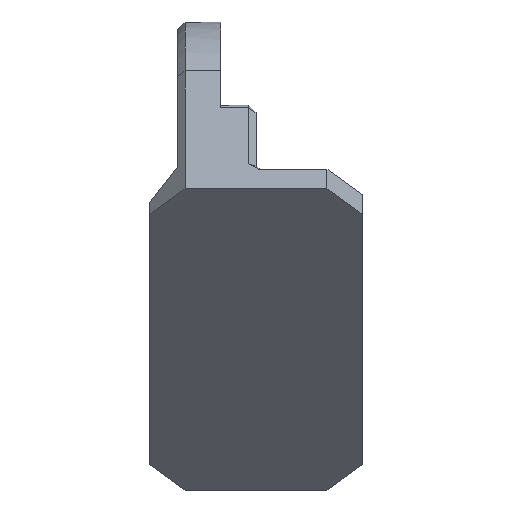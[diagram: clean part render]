
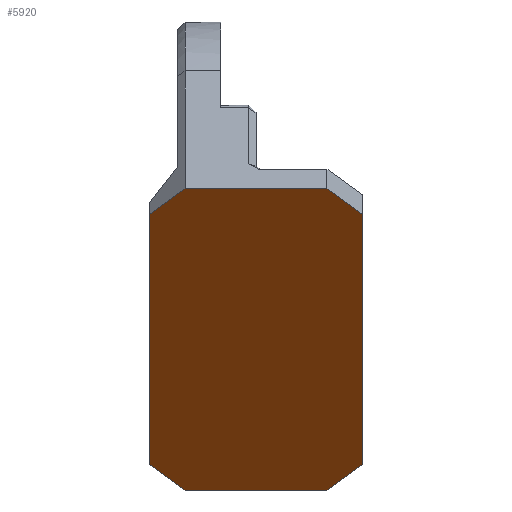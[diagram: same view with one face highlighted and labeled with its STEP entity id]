
A CAD part, left-side view. The second image highlights one B-rep face of the part: STEP entity #5920.
In plain terms, the highlighted planar face has unit normal (-0.707, 0, -0.707).
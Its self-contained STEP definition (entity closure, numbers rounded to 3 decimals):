
#37 = LINE ( 'NONE', #818, #4422 ) ;
#379 = VECTOR ( 'NONE', #5262, 1000. ) ;
#453 = ORIENTED_EDGE ( 'NONE', *, *, #2794, .F. ) ;
#523 = DIRECTION ( 'NONE',  ( 0.506, 0.699, -0.506 ) ) ;
#731 = LINE ( 'NONE', #8378, #379 ) ;
#747 = EDGE_CURVE ( 'NONE', #1800, #4136, #7299, .T. ) ;
#818 = CARTESIAN_POINT ( 'NONE',  ( -21.213, 10., -21.213 ) ) ;
#870 = DIRECTION ( 'NONE',  ( 0.707, 0., -0.707 ) ) ;
#959 = CARTESIAN_POINT ( 'NONE',  ( -11.203, 20.485, -31.223 ) ) ;
#1021 = CARTESIAN_POINT ( 'NONE',  ( -21.213, -20., -21.213 ) ) ;
#1067 = LINE ( 'NONE', #1021, #7588 ) ;
#1218 = LINE ( 'NONE', #1859, #2241 ) ;
#1221 = EDGE_CURVE ( 'NONE', #1287, #8211, #1218, .T. ) ;
#1287 = VERTEX_POINT ( 'NONE', #3163 ) ;
#1352 = ORIENTED_EDGE ( 'NONE', *, *, #6445, .T. ) ;
#1459 = AXIS2_PLACEMENT_3D ( 'NONE', #4512, #3049, #9587 ) ;
#1679 = VERTEX_POINT ( 'NONE', #3489 ) ;
#1800 = VERTEX_POINT ( 'NONE', #6113 ) ;
#1859 = CARTESIAN_POINT ( 'NONE',  ( -38.999, -19.737, -3.427 ) ) ;
#2223 = PLANE ( 'NONE',  #1459 ) ;
#2241 = VECTOR ( 'NONE', #4194, 1000. ) ;
#2657 = ORIENTED_EDGE ( 'NONE', *, *, #8229, .T. ) ;
#2694 = VECTOR ( 'NONE', #3874, 1000. ) ;
#2794 = EDGE_CURVE ( 'NONE', #1800, #8211, #731, .T. ) ;
#3049 = DIRECTION ( 'NONE',  ( -0.707, 0., -0.707 ) ) ;
#3071 = VERTEX_POINT ( 'NONE', #8762 ) ;
#3163 = CARTESIAN_POINT ( 'NONE',  ( -38.809, -20., -3.618 ) ) ;
#3489 = CARTESIAN_POINT ( 'NONE',  ( 0., -15., -42.426 ) ) ;
#3874 = DIRECTION ( 'NONE',  ( 0., -1., 0. ) ) ;
#4067 = CARTESIAN_POINT ( 'NONE',  ( 0., 6., -42.426 ) ) ;
#4136 = VERTEX_POINT ( 'NONE', #8610 ) ;
#4194 = DIRECTION ( 'NONE',  ( -0.506, 0.699, 0.506 ) ) ;
#4225 = CARTESIAN_POINT ( 'NONE',  ( -31.223, 20.485, -11.203 ) ) ;
#4422 = VECTOR ( 'NONE', #870, 1000. ) ;
#4512 = CARTESIAN_POINT ( 'NONE',  ( -21.213, 6., -21.213 ) ) ;
#4530 = CARTESIAN_POINT ( 'NONE',  ( -3.618, 10., -38.809 ) ) ;
#4580 = VECTOR ( 'NONE', #523, 1000. ) ;
#4656 = LINE ( 'NONE', #4067, #2694 ) ;
#4885 = VECTOR ( 'NONE', #6327, 1000. ) ;
#5262 = DIRECTION ( 'NONE',  ( 0., -1., 0. ) ) ;
#5443 = LINE ( 'NONE', #959, #4885 ) ;
#5618 = ORIENTED_EDGE ( 'NONE', *, *, #6582, .T. ) ;
#5920 = ADVANCED_FACE ( 'NONE', ( #8900 ), #2223, .T. ) ;
#6113 = CARTESIAN_POINT ( 'NONE',  ( -42.426, 5., 0. ) ) ;
#6260 = LINE ( 'NONE', #9237, #8587 ) ;
#6327 = DIRECTION ( 'NONE',  ( 0.506, -0.699, -0.506 ) ) ;
#6445 = EDGE_CURVE ( 'NONE', #4136, #9325, #37, .T. ) ;
#6541 = EDGE_LOOP ( 'NONE', ( #453, #9475, #1352, #5618, #6618, #2657, #7731, #8591 ) ) ;
#6582 = EDGE_CURVE ( 'NONE', #9325, #6605, #5443, .T. ) ;
#6605 = VERTEX_POINT ( 'NONE', #8757 ) ;
#6618 = ORIENTED_EDGE ( 'NONE', *, *, #6831, .T. ) ;
#6831 = EDGE_CURVE ( 'NONE', #6605, #1679, #4656, .T. ) ;
#6904 = DIRECTION ( 'NONE',  ( -0.506, -0.699, 0.506 ) ) ;
#6968 = DIRECTION ( 'NONE',  ( 0.707, 0., -0.707 ) ) ;
#7299 = LINE ( 'NONE', #4225, #4580 ) ;
#7588 = VECTOR ( 'NONE', #6968, 1000. ) ;
#7731 = ORIENTED_EDGE ( 'NONE', *, *, #9413, .F. ) ;
#8211 = VERTEX_POINT ( 'NONE', #8459 ) ;
#8229 = EDGE_CURVE ( 'NONE', #1679, #3071, #6260, .T. ) ;
#8378 = CARTESIAN_POINT ( 'NONE',  ( -42.426, 6., 0. ) ) ;
#8459 = CARTESIAN_POINT ( 'NONE',  ( -42.426, -15., 0. ) ) ;
#8587 = VECTOR ( 'NONE', #6904, 1000. ) ;
#8591 = ORIENTED_EDGE ( 'NONE', *, *, #1221, .T. ) ;
#8610 = CARTESIAN_POINT ( 'NONE',  ( -38.809, 10., -3.618 ) ) ;
#8757 = CARTESIAN_POINT ( 'NONE',  ( 0., 5., -42.426 ) ) ;
#8762 = CARTESIAN_POINT ( 'NONE',  ( -3.618, -20., -38.809 ) ) ;
#8900 = FACE_OUTER_BOUND ( 'NONE', #6541, .T. ) ;
#9237 = CARTESIAN_POINT ( 'NONE',  ( -3.427, -19.737, -38.999 ) ) ;
#9325 = VERTEX_POINT ( 'NONE', #4530 ) ;
#9413 = EDGE_CURVE ( 'NONE', #1287, #3071, #1067, .T. ) ;
#9475 = ORIENTED_EDGE ( 'NONE', *, *, #747, .T. ) ;
#9587 = DIRECTION ( 'NONE',  ( -0.707, 0., 0.707 ) ) ;
